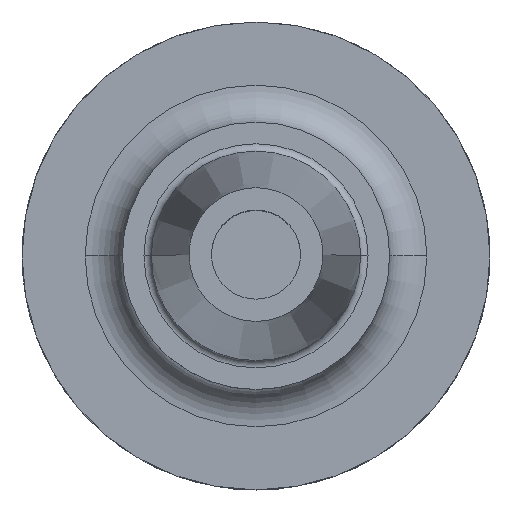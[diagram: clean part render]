
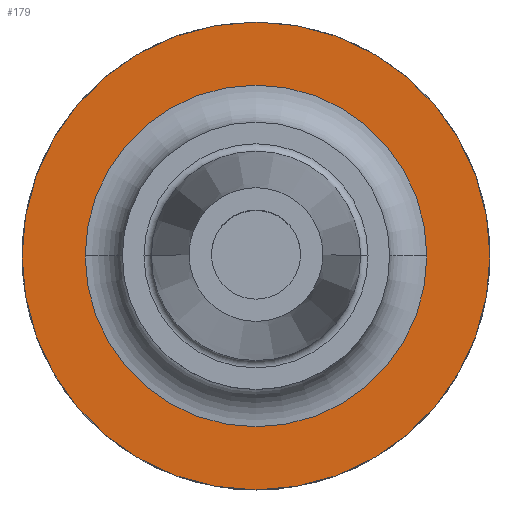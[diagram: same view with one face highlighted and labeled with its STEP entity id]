
A CAD part, top view. The second image highlights one B-rep face of the part: STEP entity #179.
In plain terms, the highlighted planar face has unit normal (0, 0, 1).
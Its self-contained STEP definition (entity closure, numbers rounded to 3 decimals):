
#45 = CARTESIAN_POINT ( 'NONE',  ( 0., 0., 27. ) ) ;
#85 = CARTESIAN_POINT ( 'NONE',  ( 23., 0., 27. ) ) ;
#125 = EDGE_CURVE ( 'NONE', #255, #668, #1657, .T. ) ;
#169 = FACE_BOUND ( 'NONE', #1110, .T. ) ;
#173 = DIRECTION ( 'NONE',  ( 0., 0., -1. ) ) ;
#179 = ADVANCED_FACE ( 'NONE', ( #169, #1228 ), #1152, .F. ) ;
#248 = AXIS2_PLACEMENT_3D ( 'NONE', #655, #1722, #805 ) ;
#255 = VERTEX_POINT ( 'NONE', #476 ) ;
#301 = ORIENTED_EDGE ( 'NONE', *, *, #958, .T. ) ;
#312 = DIRECTION ( 'NONE',  ( -1., 0., 0. ) ) ;
#371 = AXIS2_PLACEMENT_3D ( 'NONE', #694, #850, #871 ) ;
#377 = ORIENTED_EDGE ( 'NONE', *, *, #477, .T. ) ;
#424 = EDGE_LOOP ( 'NONE', ( #1138, #1281 ) ) ;
#476 = CARTESIAN_POINT ( 'NONE',  ( 31.5, 0., 27. ) ) ;
#477 = EDGE_CURVE ( 'NONE', #1501, #1743, #1239, .T. ) ;
#655 = CARTESIAN_POINT ( 'NONE',  ( 0., 0., 27. ) ) ;
#668 = VERTEX_POINT ( 'NONE', #757 ) ;
#694 = CARTESIAN_POINT ( 'NONE',  ( 0., 0., 27. ) ) ;
#757 = CARTESIAN_POINT ( 'NONE',  ( -31.5, 0., 27. ) ) ;
#800 = DIRECTION ( 'NONE',  ( 0., 0., -1. ) ) ;
#805 = DIRECTION ( 'NONE',  ( -1., 0., 0. ) ) ;
#811 = CIRCLE ( 'NONE', #371, 31.5 ) ;
#850 = DIRECTION ( 'NONE',  ( 0., 0., -1. ) ) ;
#871 = DIRECTION ( 'NONE',  ( -1., 0., 0. ) ) ;
#880 = AXIS2_PLACEMENT_3D ( 'NONE', #1622, #173, #1274 ) ;
#883 = DIRECTION ( 'NONE',  ( 0., 0., -1. ) ) ;
#913 = CARTESIAN_POINT ( 'NONE',  ( 0., 0., 27. ) ) ;
#958 = EDGE_CURVE ( 'NONE', #1743, #1501, #1462, .T. ) ;
#998 = AXIS2_PLACEMENT_3D ( 'NONE', #913, #800, #1294 ) ;
#1110 = EDGE_LOOP ( 'NONE', ( #377, #301 ) ) ;
#1138 = ORIENTED_EDGE ( 'NONE', *, *, #1389, .F. ) ;
#1152 = PLANE ( 'NONE',  #1583 ) ;
#1228 = FACE_OUTER_BOUND ( 'NONE', #424, .T. ) ;
#1239 = CIRCLE ( 'NONE', #998, 23. ) ;
#1274 = DIRECTION ( 'NONE',  ( -1., 0., 0. ) ) ;
#1281 = ORIENTED_EDGE ( 'NONE', *, *, #125, .F. ) ;
#1294 = DIRECTION ( 'NONE',  ( -1., 0., 0. ) ) ;
#1389 = EDGE_CURVE ( 'NONE', #668, #255, #811, .T. ) ;
#1462 = CIRCLE ( 'NONE', #248, 23. ) ;
#1501 = VERTEX_POINT ( 'NONE', #1587 ) ;
#1583 = AXIS2_PLACEMENT_3D ( 'NONE', #45, #883, #312 ) ;
#1587 = CARTESIAN_POINT ( 'NONE',  ( -23., 0., 27. ) ) ;
#1622 = CARTESIAN_POINT ( 'NONE',  ( 0., 0., 27. ) ) ;
#1657 = CIRCLE ( 'NONE', #880, 31.5 ) ;
#1722 = DIRECTION ( 'NONE',  ( 0., 0., -1. ) ) ;
#1743 = VERTEX_POINT ( 'NONE', #85 ) ;
